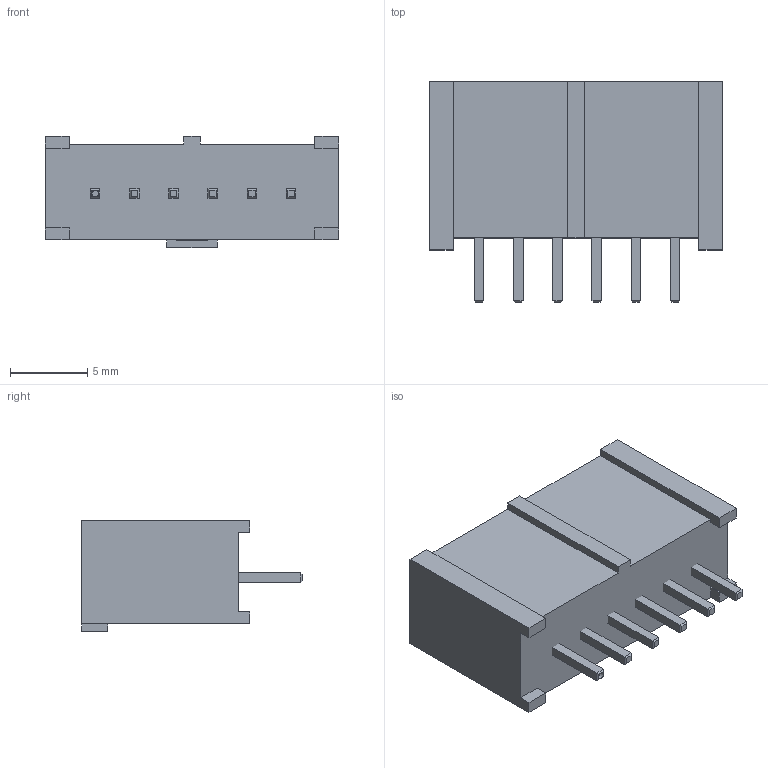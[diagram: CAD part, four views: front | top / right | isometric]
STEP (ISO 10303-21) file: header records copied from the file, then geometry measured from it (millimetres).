
FILE_DESCRIPTION(('STEP AP214'), '1');
FILE_NAME('Âèëêà ÑÏÍ394-6ÂÏ-21-1', '2018-12-05T08:20:16', ('mini'), (''), 'ASCON STEP Converter 1.3', 'ASCON Math Kernel', '');
FILE_SCHEMA(('AUTOMOTIVE_DESIGN { 1 0 10303 214 3 1 1}'));
Length unit declared in the file: millimetre
Bounding box: 19 x 14.29 x 7.2 mm (x, y, z)
Volume: 645.1 mm3; surface area: 1311.6 mm2
Topology: 7 solids, 7 shells, 126 faces, 286 edges, 173 vertices
Faces by surface type: plane 125, cylinder 1
Full cylindrical faces by diameter (mm): 0.42 x1
Entity records: 4478 total; most frequent: CARTESIAN_POINT 585, ORIENTED_EDGE 570, DIRECTION 544, EDGE_CURVE 285, LINE 280, VECTOR 280, VERTEX_POINT 173, COLOUR_RGB 133
